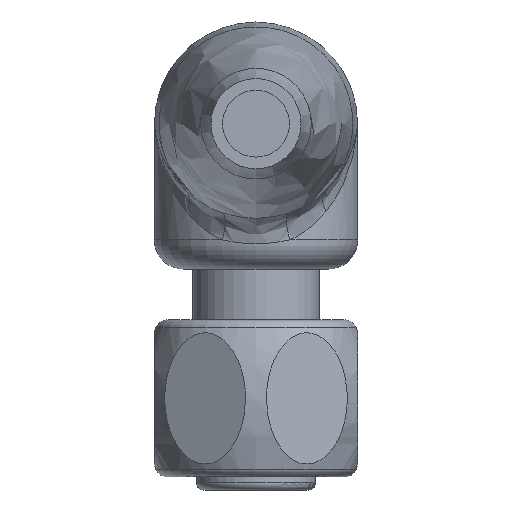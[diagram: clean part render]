
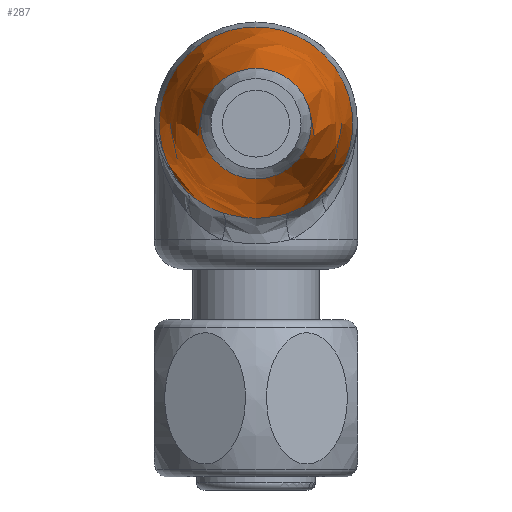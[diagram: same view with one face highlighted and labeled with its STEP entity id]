
A CAD part, front view. The second image highlights one B-rep face of the part: STEP entity #287.
In plain terms, the highlighted free-form (B-spline) face has degree [3, 3] with [4, 7] control points.
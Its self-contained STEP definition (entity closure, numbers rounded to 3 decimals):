
#59=(
BOUNDED_SURFACE()
B_SPLINE_SURFACE(3,3,((#2026,#2027,#2028,#2029,#2030,#2031,#2032),(#2033,
#2034,#2035,#2036,#2037,#2038,#2039),(#2040,#2041,#2042,#2043,#2044,#2045,
#2046),(#2047,#2048,#2049,#2050,#2051,#2052,#2053)),.UNSPECIFIED.,.F.,.T.,
 .F.)
B_SPLINE_SURFACE_WITH_KNOTS((4,4),(1,3,3,3,1),(0.,1.),(-0.5,0.,0.5,1.,1.5),
 .UNSPECIFIED.)
GEOMETRIC_REPRESENTATION_ITEM()
RATIONAL_B_SPLINE_SURFACE(((1.,0.333,0.333,1.,0.333,
0.333,1.),(0.998,0.333,0.333,
0.998,0.333,0.333,0.998),
(0.998,0.333,0.333,0.998,
0.333,0.333,0.998),(1.,0.333,
0.333,1.,0.333,0.333,1.)))
REPRESENTATION_ITEM('')
SURFACE()
);
#69=FACE_BOUND('',#472,.T.);
#70=FACE_BOUND('',#473,.T.);
#287=ADVANCED_FACE('',(#69,#70),#59,.T.);
#472=EDGE_LOOP('',(#712));
#473=EDGE_LOOP('',(#713,#714,#715,#716));
#608=CIRCLE('',#1370,3.805);
#609=CIRCLE('',#1371,6.663);
#712=ORIENTED_EDGE('',*,*,#1179,.F.);
#713=ORIENTED_EDGE('',*,*,#1180,.T.);
#714=ORIENTED_EDGE('',*,*,#1181,.T.);
#715=ORIENTED_EDGE('',*,*,#1182,.T.);
#716=ORIENTED_EDGE('',*,*,#1183,.T.);
#1052=VERTEX_POINT('',#2008);
#1053=VERTEX_POINT('',#2010);
#1054=VERTEX_POINT('',#2011);
#1055=VERTEX_POINT('',#2016);
#1056=VERTEX_POINT('',#2021);
#1179=EDGE_CURVE('',#1052,#1052,#608,.T.);
#1180=EDGE_CURVE('',#1053,#1054,#609,.T.);
#1181=EDGE_CURVE('',#1054,#1055,#1339,.T.);
#1182=EDGE_CURVE('',#1055,#1056,#1340,.T.);
#1183=EDGE_CURVE('',#1056,#1053,#1341,.T.);
#1339=B_SPLINE_CURVE_WITH_KNOTS('',3,(#2012,#2013,#2014,#2015),
 .UNSPECIFIED.,.F.,.F.,(4,4),(0.,1.),.UNSPECIFIED.);
#1340=B_SPLINE_CURVE_WITH_KNOTS('',3,(#2017,#2018,#2019,#2020),
 .UNSPECIFIED.,.F.,.F.,(4,4),(0.,1.),.UNSPECIFIED.);
#1341=B_SPLINE_CURVE_WITH_KNOTS('',3,(#2022,#2023,#2024,#2025),
 .UNSPECIFIED.,.F.,.F.,(4,4),(0.,1.),.UNSPECIFIED.);
#1370=AXIS2_PLACEMENT_3D('',#2007,#1566,#1567);
#1371=AXIS2_PLACEMENT_3D('',#2009,#1568,#1569);
#1566=DIRECTION('',(0.,-1.,0.));
#1567=DIRECTION('',(0.,0.,-1.));
#1568=DIRECTION('',(0.,-1.,0.));
#1569=DIRECTION('',(0.,0.,-1.));
#2007=CARTESIAN_POINT('',(0.,-26.916,10.));
#2008=CARTESIAN_POINT('',(0.,-26.916,6.195));
#2009=CARTESIAN_POINT('',(0.,-6.437,10.));
#2010=CARTESIAN_POINT('',(4.756,-6.437,5.334));
#2011=CARTESIAN_POINT('',(-4.756,-6.437,5.334));
#2012=CARTESIAN_POINT('',(-4.756,-6.437,5.334));
#2013=CARTESIAN_POINT('',(-4.115,-7.203,4.738));
#2014=CARTESIAN_POINT('',(-3.31,-7.892,4.215));
#2015=CARTESIAN_POINT('',(-2.296,-8.35,3.869));
#2016=CARTESIAN_POINT('',(-2.296,-8.35,3.869));
#2017=CARTESIAN_POINT('',(-2.296,-8.35,3.869));
#2018=CARTESIAN_POINT('',(-0.893,-8.984,3.39));
#2019=CARTESIAN_POINT('',(0.893,-8.984,3.39));
#2020=CARTESIAN_POINT('',(2.296,-8.35,3.869));
#2021=CARTESIAN_POINT('',(2.296,-8.35,3.869));
#2022=CARTESIAN_POINT('',(2.296,-8.35,3.869));
#2023=CARTESIAN_POINT('',(3.311,-7.892,4.215));
#2024=CARTESIAN_POINT('',(4.115,-7.203,4.738));
#2025=CARTESIAN_POINT('',(4.756,-6.437,5.334));
#2026=CARTESIAN_POINT('',(0.,-26.916,6.195));
#2027=CARTESIAN_POINT('',(7.611,-26.916,6.195));
#2028=CARTESIAN_POINT('',(7.611,-26.916,13.805));
#2029=CARTESIAN_POINT('',(0.,-26.916,13.805));
#2030=CARTESIAN_POINT('',(-7.611,-26.916,13.805));
#2031=CARTESIAN_POINT('',(-7.611,-26.916,6.195));
#2032=CARTESIAN_POINT('',(0.,-26.916,6.195));
#2033=CARTESIAN_POINT('',(0.,-20.18,4.654));
#2034=CARTESIAN_POINT('',(10.693,-20.18,4.654));
#2035=CARTESIAN_POINT('',(10.693,-20.18,15.346));
#2036=CARTESIAN_POINT('',(0.,-20.18,15.346));
#2037=CARTESIAN_POINT('',(-10.693,-20.18,15.346));
#2038=CARTESIAN_POINT('',(-10.693,-20.18,4.654));
#2039=CARTESIAN_POINT('',(0.,-20.18,4.654));
#2040=CARTESIAN_POINT('',(0.,-13.337,3.699));
#2041=CARTESIAN_POINT('',(12.602,-13.337,3.699));
#2042=CARTESIAN_POINT('',(12.602,-13.337,16.301));
#2043=CARTESIAN_POINT('',(0.,-13.337,16.301));
#2044=CARTESIAN_POINT('',(-12.602,-13.337,16.301));
#2045=CARTESIAN_POINT('',(-12.602,-13.337,3.699));
#2046=CARTESIAN_POINT('',(0.,-13.337,3.699));
#2047=CARTESIAN_POINT('',(0.,-6.437,3.337));
#2048=CARTESIAN_POINT('',(13.325,-6.437,3.337));
#2049=CARTESIAN_POINT('',(13.325,-6.437,16.663));
#2050=CARTESIAN_POINT('',(0.,-6.437,16.663));
#2051=CARTESIAN_POINT('',(-13.325,-6.437,16.663));
#2052=CARTESIAN_POINT('',(-13.325,-6.437,3.337));
#2053=CARTESIAN_POINT('',(0.,-6.437,3.337));
